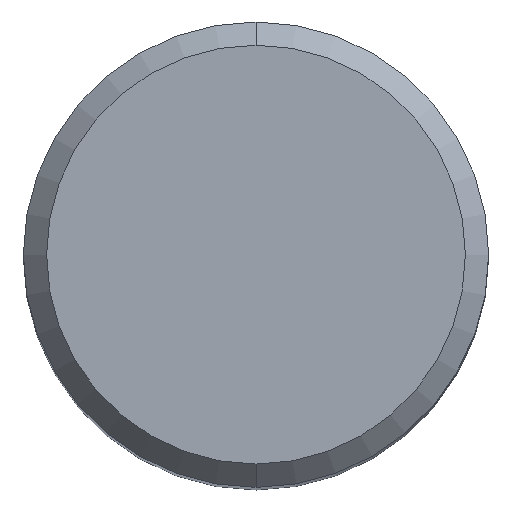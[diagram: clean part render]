
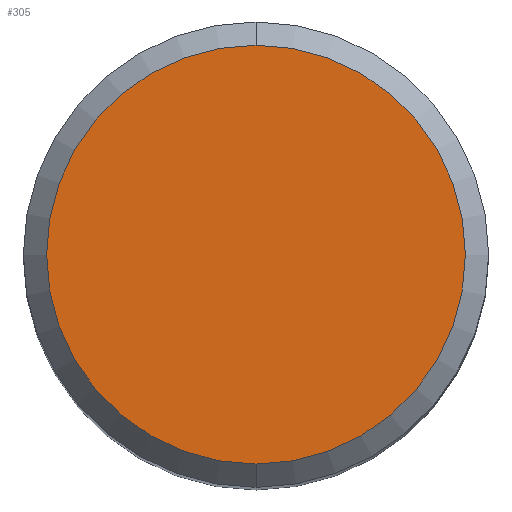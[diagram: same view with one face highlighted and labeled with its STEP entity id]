
A CAD part, top view. The second image highlights one B-rep face of the part: STEP entity #305.
In plain terms, the highlighted planar face has unit normal (0, 0, 1).
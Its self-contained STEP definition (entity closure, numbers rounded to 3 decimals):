
#251=EDGE_CURVE('',#311,#385,#563,.T.);
#305=ADVANCED_FACE('',(#624),#625,.T.);
#311=VERTEX_POINT('',#631);
#329=EDGE_CURVE('',#385,#311,#650,.T.);
#385=VERTEX_POINT('',#712);
#563=CIRCLE('',#1067,9.0);
#624=FACE_OUTER_BOUND('',#1263,.T.);
#625=PLANE('',#1264);
#631=CARTESIAN_POINT('',(0.,-9.0,0.0));
#650=CIRCLE('',#1299,9.0);
#712=CARTESIAN_POINT('',(0.0,9.0,0.0));
#1067=AXIS2_PLACEMENT_3D('',#1682,#1683,#1684);
#1263=EDGE_LOOP('',(#1761,#1762));
#1264=AXIS2_PLACEMENT_3D('',#1763,#1764,#1765);
#1299=AXIS2_PLACEMENT_3D('',#1780,#1781,#1782);
#1682=CARTESIAN_POINT('',(0.0,0.0,0.0));
#1683=DIRECTION('',(0.0,0.0,-1.0));
#1684=DIRECTION('',(0.0,1.0,0.0));
#1761=ORIENTED_EDGE('',*,*,#329,.F.);
#1762=ORIENTED_EDGE('',*,*,#251,.F.);
#1763=CARTESIAN_POINT('',(0.0,4.5,0.0));
#1764=DIRECTION('',(-0.0,0.0,1.0));
#1765=DIRECTION('',(0.0,-1.0,0.0));
#1780=CARTESIAN_POINT('',(0.0,0.0,0.0));
#1781=DIRECTION('',(0.0,0.0,-1.0));
#1782=DIRECTION('',(0.0,1.0,0.0));
